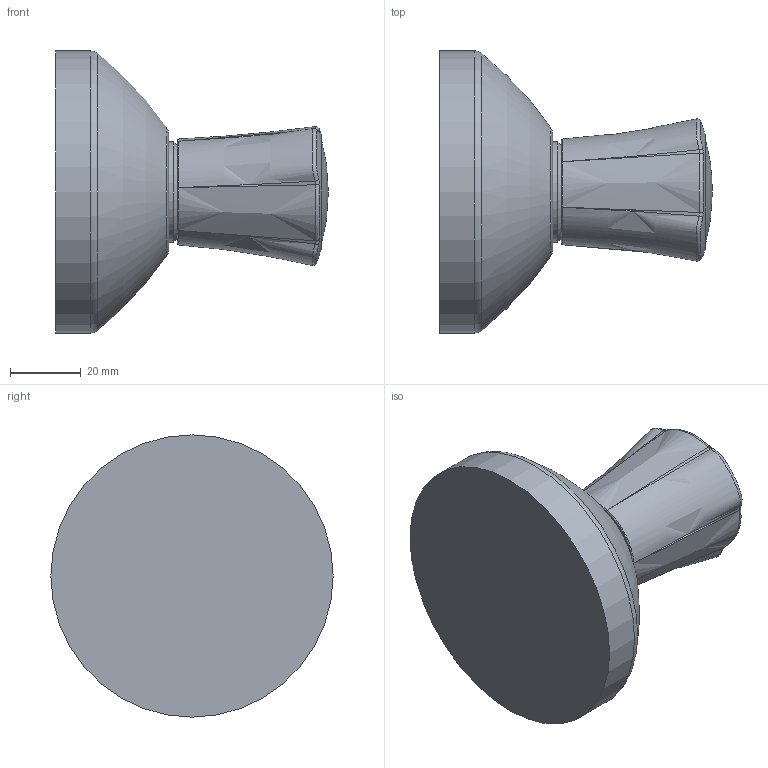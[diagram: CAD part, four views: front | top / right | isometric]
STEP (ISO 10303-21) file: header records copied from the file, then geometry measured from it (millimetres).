
FILE_DESCRIPTION(/* description */ ('Unknown'),/* implementation_level */ '2;1');
FILE_NAME(/* name */ '1980701_d',/* time_stamp */ '2022-09-08T18:21:02+02:00',/* author */ ('Unknown'),/* organization */ ('GROHE AG'),/* preprocessor_version */ 'ST-DEVELOPER v16.7',/* originating_system */ 'DEX',/* authorisation */ $);
FILE_SCHEMA (('AUTOMOTIVE_DESIGN {1 0 10303 214 3 1 1}'));
Length unit declared in the file: millimetre
Products named in the file (2): 1980701_d; id11
Assembly tree (1 placements, depth 2):
  1980701_d
    id11
Bounding box: 77.26 x 80 x 80 mm (x, y, z)
Surface area: 21286.8 mm2 (no closed solid volume)
Topology: 0 solids, 4 shells, 49 faces, 186 edges, 135 vertices
Faces by surface type: bspline 33, torus 6, plane 4, cylinder 3, cone 2, sphere 1
Full cylindrical faces by diameter (mm): 26 x1, 28.4 x1, 80 x1
Entity records: 3393 total; most frequent: CARTESIAN_POINT 2181, ORIENTED_EDGE 250, EDGE_CURVE 168, DIRECTION 148, VERTEX_POINT 129, B_SPLINE_CURVE_WITH_KNOTS 112, AXIS2_PLACEMENT_3D 74, EDGE_LOOP 63
